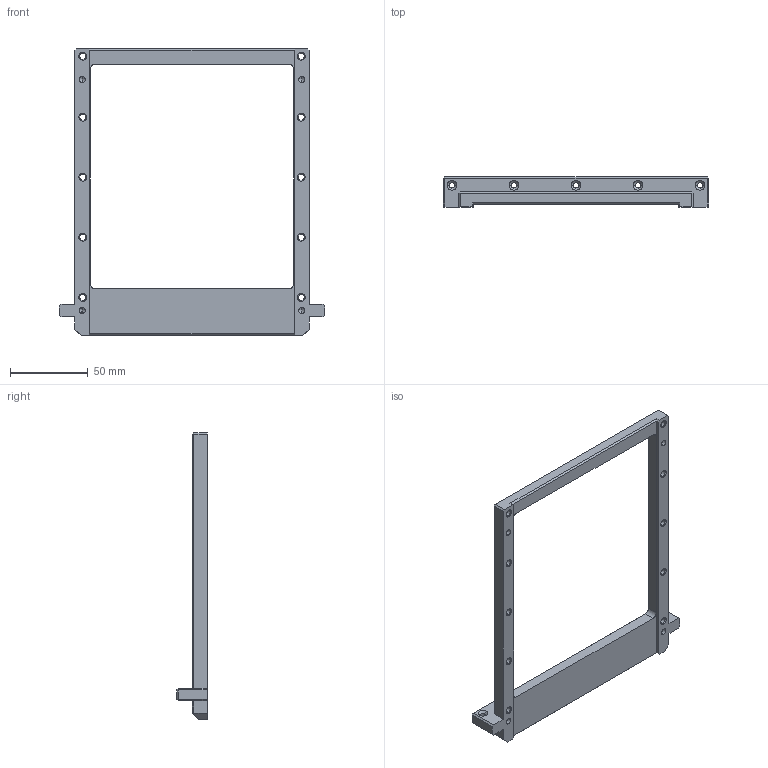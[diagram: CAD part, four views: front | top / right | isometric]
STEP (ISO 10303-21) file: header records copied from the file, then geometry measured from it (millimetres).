
FILE_DESCRIPTION (( 'STEP AP214' ), '1' );
FILE_NAME ('Frame_P2.STEP', '2025-09-25T10:56:30', ( '' ), ( '' ), 'SwSTEP 2.0', 'SolidWorks 2025', '' );
FILE_SCHEMA (( 'AUTOMOTIVE_DESIGN' ));
Length unit declared in the file: millimetre
Products named in the file (1): Frame_P2
Bounding box: 171 x 19.5 x 185 mm (x, y, z)
Volume: 87869.2 mm3; surface area: 33116.6 mm2
Topology: 1 solids, 1 shells, 160 faces, 386 edges, 224 vertices
Faces by surface type: cone 62, plane 56, cylinder 42
Entity records: 4615 total; most frequent: DIRECTION 838, CARTESIAN_POINT 763, ORIENTED_EDGE 756, EDGE_CURVE 378, AXIS2_PLACEMENT_3D 299, LINE 240, VECTOR 240, VERTEX_POINT 224
